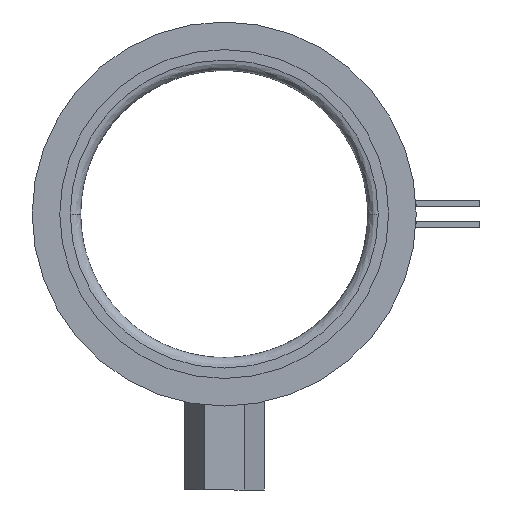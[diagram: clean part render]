
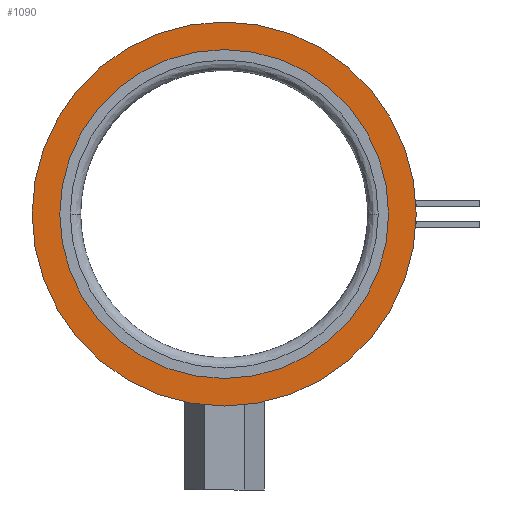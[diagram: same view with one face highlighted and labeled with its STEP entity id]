
A CAD part, left-side view. The second image highlights one B-rep face of the part: STEP entity #1090.
In plain terms, the highlighted face is planar.
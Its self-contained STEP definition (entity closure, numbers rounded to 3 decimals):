
#43=FACE_BOUND('',#265,.T.);
#86=CIRCLE('',#1170,36.187);
#93=CIRCLE('',#1180,36.187);
#94=CIRCLE('',#1181,30.981);
#95=CIRCLE('',#1182,30.981);
#200=FACE_OUTER_BOUND('',#264,.T.);
#264=EDGE_LOOP('',(#848,#849));
#265=EDGE_LOOP('',(#850,#851));
#496=VERTEX_POINT('',#1787);
#497=VERTEX_POINT('',#1789);
#506=VERTEX_POINT('',#1836);
#507=VERTEX_POINT('',#1837);
#614=EDGE_CURVE('',#496,#497,#86,.T.);
#628=EDGE_CURVE('',#496,#497,#93,.T.);
#629=EDGE_CURVE('',#506,#507,#94,.T.);
#630=EDGE_CURVE('',#507,#506,#95,.T.);
#848=ORIENTED_EDGE('',*,*,#628,.T.);
#849=ORIENTED_EDGE('',*,*,#614,.F.);
#850=ORIENTED_EDGE('',*,*,#629,.T.);
#851=ORIENTED_EDGE('',*,*,#630,.T.);
#980=PLANE('',#1179);
#1090=ADVANCED_FACE('',(#200,#43),#980,.F.);
#1170=AXIS2_PLACEMENT_3D('',#1790,#1395,#1396);
#1179=AXIS2_PLACEMENT_3D('',#1834,#1420,#1421);
#1180=AXIS2_PLACEMENT_3D('',#1835,#1422,#1423);
#1181=AXIS2_PLACEMENT_3D('',#1838,#1424,#1425);
#1182=AXIS2_PLACEMENT_3D('',#1839,#1426,#1427);
#1395=DIRECTION('center_axis',(0.,0.,1.));
#1396=DIRECTION('ref_axis',(-1.,0.,0.));
#1420=DIRECTION('center_axis',(0.,0.,1.));
#1421=DIRECTION('ref_axis',(1.,0.,0.));
#1422=DIRECTION('center_axis',(0.,0.,-1.));
#1423=DIRECTION('ref_axis',(1.,0.,0.));
#1424=DIRECTION('center_axis',(0.,0.,1.));
#1425=DIRECTION('ref_axis',(1.,0.,0.));
#1426=DIRECTION('center_axis',(0.,0.,1.));
#1427=DIRECTION('ref_axis',(-1.,0.,0.));
#1787=CARTESIAN_POINT('',(-36.187,0.,-12.));
#1789=CARTESIAN_POINT('',(36.187,0.,-12.));
#1790=CARTESIAN_POINT('Origin',(0.,0.,
-12.));
#1834=CARTESIAN_POINT('Origin',(0.,0.,
-12.));
#1835=CARTESIAN_POINT('Origin',(0.,0.,
-12.));
#1836=CARTESIAN_POINT('',(30.981,0.,-12.));
#1837=CARTESIAN_POINT('',(-30.981,0.,-12.));
#1838=CARTESIAN_POINT('Origin',(0.,0.,
-12.));
#1839=CARTESIAN_POINT('Origin',(0.,0.,
-12.));
